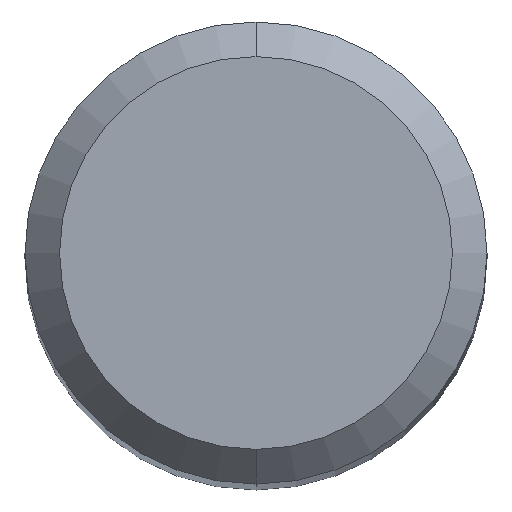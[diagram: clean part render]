
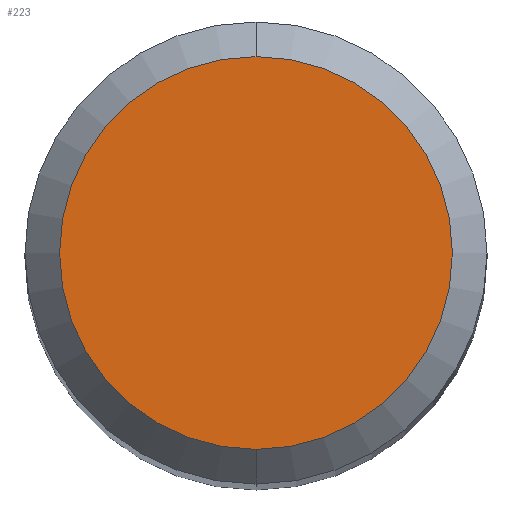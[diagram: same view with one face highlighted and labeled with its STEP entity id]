
A CAD part, top view. The second image highlights one B-rep face of the part: STEP entity #223.
In plain terms, the highlighted planar face has unit normal (0, 0, 1).
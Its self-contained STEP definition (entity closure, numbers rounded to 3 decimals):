
#223=ADVANCED_FACE('',(#534),#535,.T.);
#357=VERTEX_POINT('',#685);
#403=VERTEX_POINT('',#735);
#441=EDGE_CURVE('',#403,#357,#777,.T.);
#453=EDGE_CURVE('',#357,#403,#789,.T.);
#534=FACE_OUTER_BOUND('',#928,.T.);
#535=PLANE('',#929);
#685=CARTESIAN_POINT('',(0.0,1.7,0.0));
#735=CARTESIAN_POINT('',(0.,-1.7,0.0));
#777=CIRCLE('',#1398,1.7);
#789=CIRCLE('',#1415,1.7);
#928=EDGE_LOOP('',(#1494,#1495));
#929=AXIS2_PLACEMENT_3D('',#1496,#1497,#1498);
#1398=AXIS2_PLACEMENT_3D('',#1777,#1778,#1779);
#1415=AXIS2_PLACEMENT_3D('',#1782,#1783,#1784);
#1494=ORIENTED_EDGE('',*,*,#453,.F.);
#1495=ORIENTED_EDGE('',*,*,#441,.F.);
#1496=CARTESIAN_POINT('',(0.0,0.85,0.0));
#1497=DIRECTION('',(-0.0,0.0,1.0));
#1498=DIRECTION('',(0.0,-1.0,0.0));
#1777=CARTESIAN_POINT('',(0.0,0.0,0.0));
#1778=DIRECTION('',(0.0,0.0,-1.0));
#1779=DIRECTION('',(0.0,1.0,0.0));
#1782=CARTESIAN_POINT('',(0.0,0.0,0.0));
#1783=DIRECTION('',(0.0,0.0,-1.0));
#1784=DIRECTION('',(0.0,1.0,0.0));
